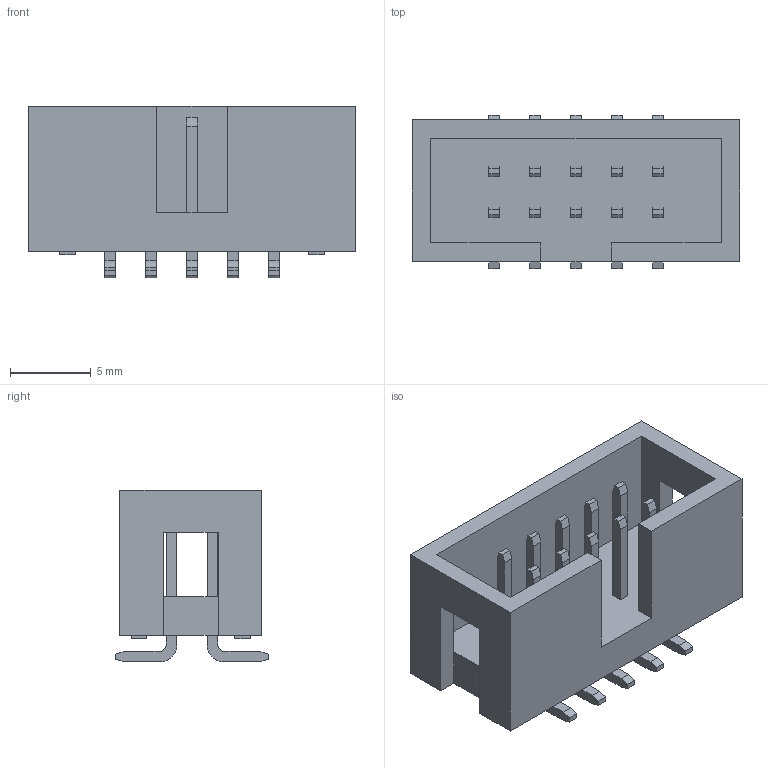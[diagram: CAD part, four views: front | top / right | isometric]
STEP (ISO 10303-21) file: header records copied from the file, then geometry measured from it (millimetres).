
FILE_DESCRIPTION(('STEP AP214'),'1');
FILE_NAME('header_awhw10g-smd.stp','2017-04-01T05:42:29',('TraceParts'),('TraceParts S.A.'),'Spatial InterOp 3D',' ',' ');
FILE_SCHEMA(('automotive_design'));
Length unit declared in the file: millimetre
Products named in the file (1): header_awhw10g-smd
Bounding box: 20.32 x 9.5 x 10.64 mm (x, y, z)
Volume: 795.2 mm3; surface area: 1400.2 mm2
Topology: 1 solids, 1 shells, 222 faces, 596 edges, 396 vertices
Faces by surface type: plane 202, cylinder 20
Entity records: 8628 total; most frequent: CARTESIAN_POINT 1215, ORIENTED_EDGE 1192, DIRECTION 1082, EDGE_CURVE 596, LINE 556, VECTOR 556, VERTEX_POINT 396, AXIS2_PLACEMENT_3D 263
